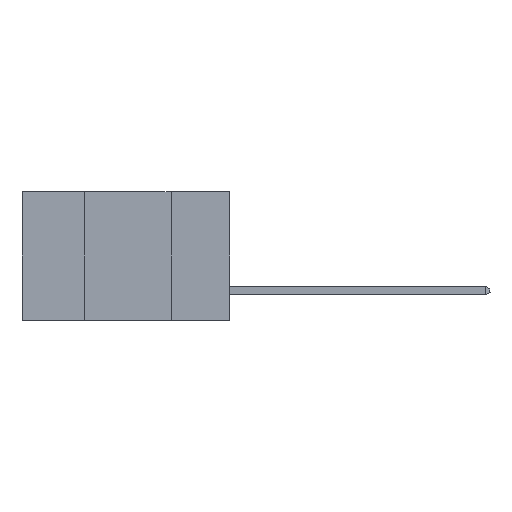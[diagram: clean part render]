
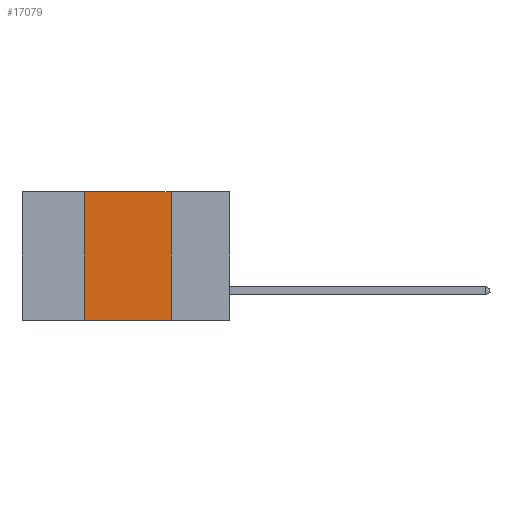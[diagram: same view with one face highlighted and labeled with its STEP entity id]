
A CAD part, left-side view. The second image highlights one B-rep face of the part: STEP entity #17079.
In plain terms, the highlighted planar face has unit normal (-1, 0, 0).
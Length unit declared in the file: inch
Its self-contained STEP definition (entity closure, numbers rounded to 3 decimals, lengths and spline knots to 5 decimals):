
#1462 = VECTOR ( 'NONE', #13474, 39.37008 ) ;
#2379 = DIRECTION ( 'NONE',  ( 0., 0., -1. ) ) ;
#3903 = LINE ( 'NONE', #5567, #28949 ) ;
#5567 = CARTESIAN_POINT ( 'NONE',  ( 0., 0.42, 0. ) ) ;
#5620 = CARTESIAN_POINT ( 'NONE',  ( 0., 0.17, -0.37 ) ) ;
#5708 = VERTEX_POINT ( 'NONE', #5620 ) ;
#6037 = EDGE_LOOP ( 'NONE', ( #25492, #23329, #24860, #22397 ) ) ;
#8000 = LINE ( 'NONE', #29255, #14801 ) ;
#8347 = DIRECTION ( 'NONE',  ( 0., 0., 1. ) ) ;
#10005 = VERTEX_POINT ( 'NONE', #11965 ) ;
#10501 = AXIS2_PLACEMENT_3D ( 'NONE', #16549, #14441, #2379 ) ;
#11059 = CARTESIAN_POINT ( 'NONE',  ( 0., 0.17, 0. ) ) ;
#11965 = CARTESIAN_POINT ( 'NONE',  ( 0., 0.42, 0. ) ) ;
#12691 = EDGE_CURVE ( 'NONE', #27981, #5708, #19273, .T. ) ;
#13474 = DIRECTION ( 'NONE',  ( 0., 0., -1. ) ) ;
#14441 = DIRECTION ( 'NONE',  ( 1., 0., 0. ) ) ;
#14801 = VECTOR ( 'NONE', #29467, 39.37008 ) ;
#15360 = CARTESIAN_POINT ( 'NONE',  ( 0., 0.42, -0.37 ) ) ;
#16549 = CARTESIAN_POINT ( 'NONE',  ( 0., 0.6, 0. ) ) ;
#16603 = EDGE_CURVE ( 'NONE', #10005, #27981, #8000, .T. ) ;
#17079 = ADVANCED_FACE ( 'NONE', ( #22374 ), #28978, .F. ) ;
#19273 = LINE ( 'NONE', #11059, #1462 ) ;
#19525 = VERTEX_POINT ( 'NONE', #15360 ) ;
#20280 = CARTESIAN_POINT ( 'NONE',  ( 0., 0.6, -0.37 ) ) ;
#22312 = DIRECTION ( 'NONE',  ( 0., -1., 0. ) ) ;
#22374 = FACE_OUTER_BOUND ( 'NONE', #6037, .T. ) ;
#22397 = ORIENTED_EDGE ( 'NONE', *, *, #29883, .T. ) ;
#22399 = LINE ( 'NONE', #20280, #26550 ) ;
#23329 = ORIENTED_EDGE ( 'NONE', *, *, #16603, .F. ) ;
#24860 = ORIENTED_EDGE ( 'NONE', *, *, #27043, .F. ) ;
#25492 = ORIENTED_EDGE ( 'NONE', *, *, #12691, .F. ) ;
#26550 = VECTOR ( 'NONE', #22312, 39.37008 ) ;
#27043 = EDGE_CURVE ( 'NONE', #19525, #10005, #3903, .T. ) ;
#27981 = VERTEX_POINT ( 'NONE', #29115 ) ;
#28949 = VECTOR ( 'NONE', #8347, 39.37008 ) ;
#28978 = PLANE ( 'NONE',  #10501 ) ;
#29115 = CARTESIAN_POINT ( 'NONE',  ( 0., 0.17, 0. ) ) ;
#29255 = CARTESIAN_POINT ( 'NONE',  ( 0., 0.6, 0. ) ) ;
#29467 = DIRECTION ( 'NONE',  ( 0., -1., 0. ) ) ;
#29883 = EDGE_CURVE ( 'NONE', #19525, #5708, #22399, .T. ) ;
